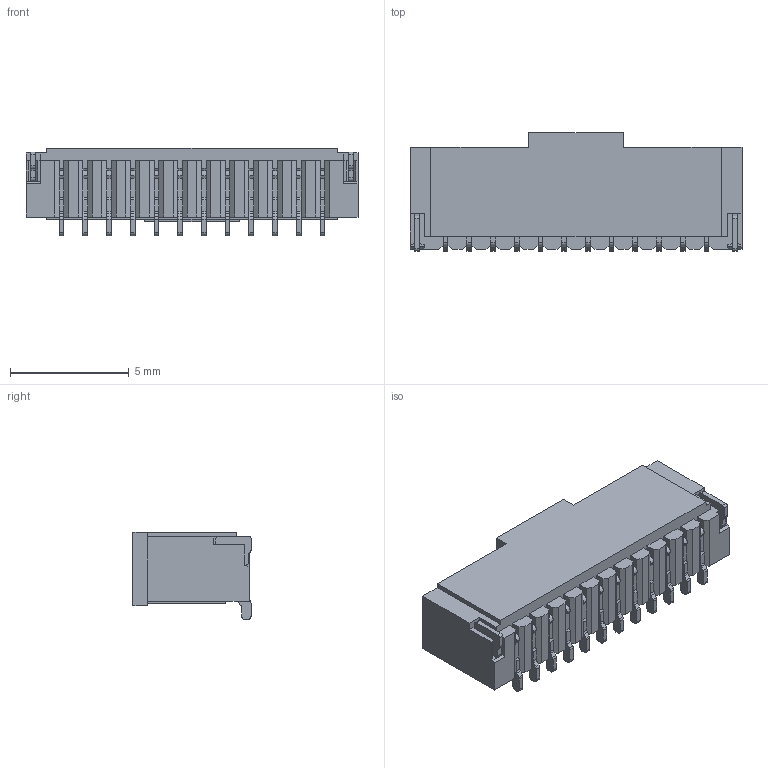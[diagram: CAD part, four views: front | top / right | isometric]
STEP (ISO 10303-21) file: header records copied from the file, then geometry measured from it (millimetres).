
FILE_DESCRIPTION((''),'2;1');
FILE_NAME('JS-1254-12','2018-05-09T',('csrd01'),(''),'CREO PARAMETRIC BY PTC INC, 2017300','CREO PARAMETRIC BY PTC INC, 2017300','');
FILE_SCHEMA(('CONFIG_CONTROL_DESIGN'));
Length unit declared in the file: millimetre
Products named in the file (1): JS-1254-12
Bounding box: 14 x 4.98 x 3.69 mm (x, y, z)
Volume: 101.4 mm3; surface area: 405 mm2
Topology: 1 solids, 39 shells, 903 faces, 2195 edges, 1394 vertices
Faces by surface type: plane 705, cylinder 198
Entity records: 26251 total; most frequent: CARTESIAN_POINT 5032, ORIENTED_EDGE 4390, DIRECTION 4257, EDGE_CURVE 2195, VECTOR 1747, LINE 1747, VERTEX_POINT 1394, AXIS2_PLACEMENT_3D 1255
